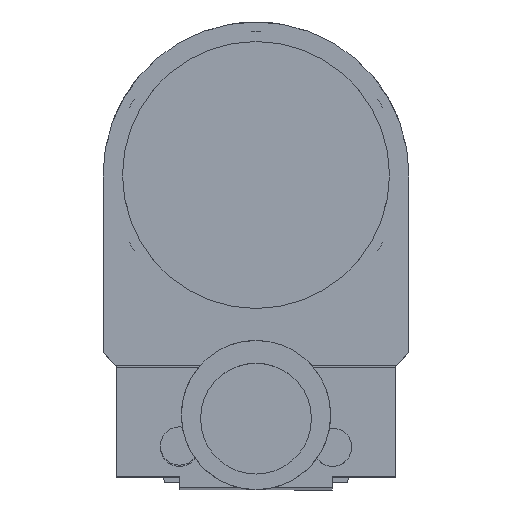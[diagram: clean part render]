
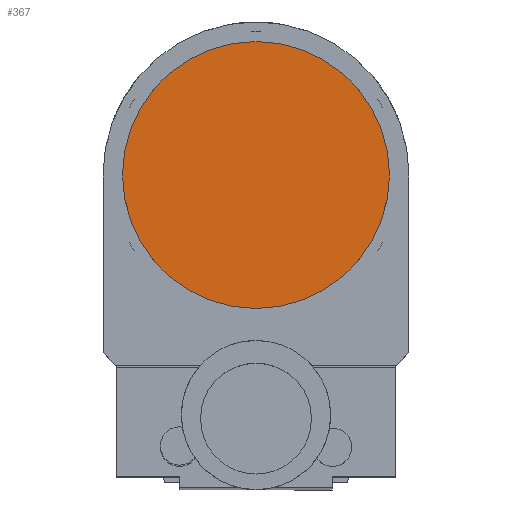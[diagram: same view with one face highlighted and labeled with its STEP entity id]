
A CAD part, top view. The second image highlights one B-rep face of the part: STEP entity #367.
In plain terms, the highlighted planar face has unit normal (0, 0, 1).
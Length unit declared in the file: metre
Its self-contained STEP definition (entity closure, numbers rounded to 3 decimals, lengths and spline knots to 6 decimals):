
#367=ADVANCED_FACE('39:5731',(#875),#876,.T.);
#875=FACE_OUTER_BOUND('',#1606,.T.);
#876=PLANE('',#1607);
#1606=EDGE_LOOP('',(#3215));
#1607=AXIS2_PLACEMENT_3D('',#3216,#3217,#3218);
#3215=ORIENTED_EDGE('',*,*,#4061,.T.);
#3216=CARTESIAN_POINT('',(0.,0.07559,0.25314));
#3217=DIRECTION('',(0.0,0.0,1.0));
#3218=DIRECTION('',(1.0,0.0,0.0));
#4061=EDGE_CURVE('39:5743',#4312,#4312,#4313,.T.);
#4312=VERTEX_POINT('',#4632);
#4313=CIRCLE('',#4633,0.0349);
#4632=CARTESIAN_POINT('',(0.0349,0.08032,0.25314));
#4633=AXIS2_PLACEMENT_3D('',#4936,#4937,#4938);
#4936=CARTESIAN_POINT('',(0.0,0.08032,0.25314));
#4937=DIRECTION('',(0.0,0.0,1.0));
#4938=DIRECTION('',(1.0,0.0,0.0));
